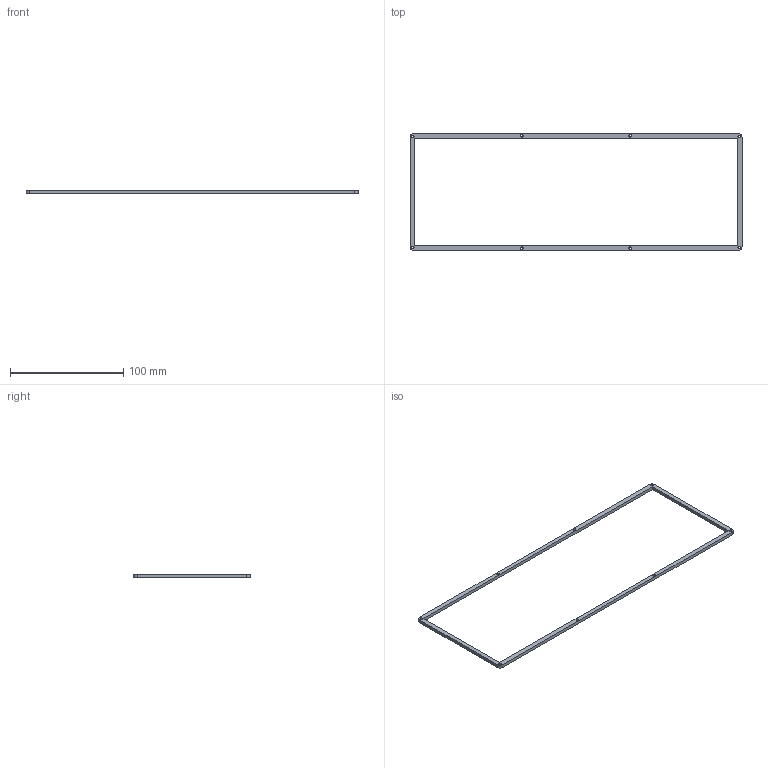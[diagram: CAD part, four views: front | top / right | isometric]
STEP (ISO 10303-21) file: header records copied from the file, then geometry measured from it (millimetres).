
FILE_DESCRIPTION(/* description */ (''),/* implementation_level */ '2;1');
FILE_NAME(/* name */ 'plate_1.step',/* time_stamp */ '2022-03-27T20:14:41-07:00',/* author */ (''),/* organization */ (''),/* preprocessor_version */ 'ST-DEVELOPER v18.1',/* originating_system */ 'Autodesk Translation Framework v10.13.0.1454',/* authorisation */ '');
FILE_SCHEMA (('AUTOMOTIVE_DESIGN { 1 0 10303 214 3 1 1 }'));
Length unit declared in the file: millimetre
Products named in the file (1): plate_1
Bounding box: 293.75 x 103.25 x 3 mm (x, y, z)
Volume: 9221.6 mm3; surface area: 10966.2 mm2
Topology: 1 solids, 1 shells, 22 faces, 60 edges, 40 vertices
Faces by surface type: cylinder 12, plane 10
Full cylindrical faces by diameter (mm): 2.2 x8
Entity records: 777 total; most frequent: DIRECTION 130, CARTESIAN_POINT 123, ORIENTED_EDGE 120, EDGE_CURVE 60, AXIS2_PLACEMENT_3D 47, EDGE_LOOP 40, VERTEX_POINT 40, LINE 36
